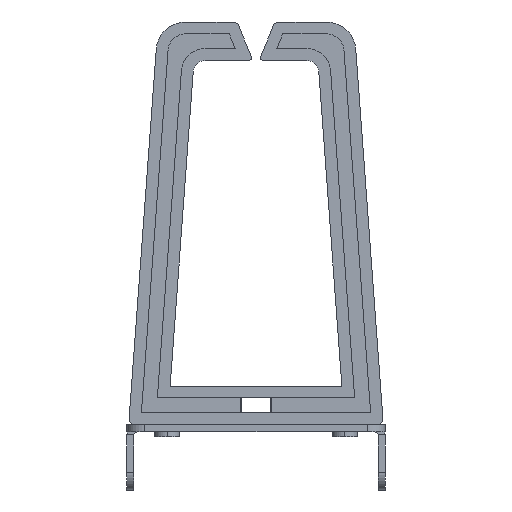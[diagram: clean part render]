
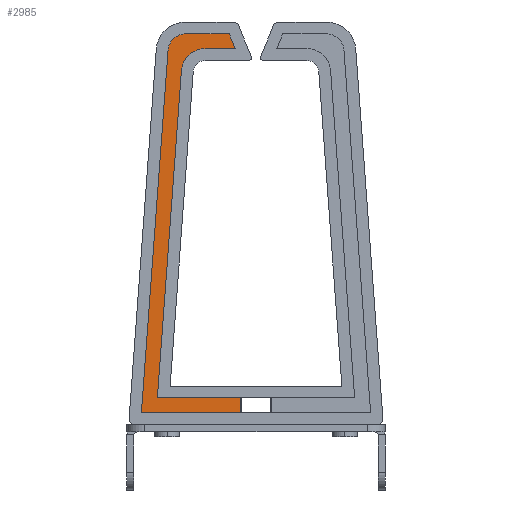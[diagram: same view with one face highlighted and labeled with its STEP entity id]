
A CAD part, left-side view. The second image highlights one B-rep face of the part: STEP entity #2985.
In plain terms, the highlighted face is planar.
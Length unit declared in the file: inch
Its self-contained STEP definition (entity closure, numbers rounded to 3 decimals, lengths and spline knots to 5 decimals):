
#212 = DIRECTION ( 'NONE',  ( 0., 0., 1. ) ) ;
#235 = VECTOR ( 'NONE', #5062, 39.37008 ) ;
#267 = CIRCLE ( 'NONE', #2119, 0.11811 ) ;
#442 = VECTOR ( 'NONE', #5961, 39.37008 ) ;
#508 = EDGE_LOOP ( 'NONE', ( #859, #3205, #4962, #4134, #3280, #1425, #3189, #5349, #3000, #1073 ) ) ;
#565 = VERTEX_POINT ( 'NONE', #1432 ) ;
#607 = EDGE_CURVE ( 'NONE', #6112, #1227, #4609, .T. ) ;
#619 = DIRECTION ( 'NONE',  ( 0.073, 0.997, 0. ) ) ;
#630 = EDGE_CURVE ( 'NONE', #565, #6031, #1541, .T. ) ;
#701 = CARTESIAN_POINT ( 'NONE',  ( -0.65545, 0.18071, 0.03937 ) ) ;
#826 = DIRECTION ( 'NONE',  ( 1., 0., 0. ) ) ;
#859 = ORIENTED_EDGE ( 'NONE', *, *, #2032, .F. ) ;
#950 = LINE ( 'NONE', #4289, #2005 ) ;
#1068 = CARTESIAN_POINT ( 'NONE',  ( -0.09449, 0.18071, 0.03937 ) ) ;
#1073 = ORIENTED_EDGE ( 'NONE', *, *, #4747, .T. ) ;
#1147 = VECTOR ( 'NONE', #6356, 39.37008 ) ;
#1166 = CARTESIAN_POINT ( 'NONE',  ( -0.65545, 0.18071, 0.03937 ) ) ;
#1213 = CARTESIAN_POINT ( 'NONE',  ( -0.09449, 0.07874, 0.03937 ) ) ;
#1227 = VERTEX_POINT ( 'NONE', #1682 ) ;
#1235 = FACE_OUTER_BOUND ( 'NONE', #508, .T. ) ;
#1425 = ORIENTED_EDGE ( 'NONE', *, *, #3548, .F. ) ;
#1432 = CARTESIAN_POINT ( 'NONE',  ( -0.33866, 2.5, 0.03937 ) ) ;
#1541 = CIRCLE ( 'NONE', #5136, 0.15748 ) ;
#1653 = LINE ( 'NONE', #2651, #442 ) ;
#1682 = CARTESIAN_POINT ( 'NONE',  ( -0.58458, 2.48897, 0.03937 ) ) ;
#1684 = DIRECTION ( 'NONE',  ( 0., 1., 0. ) ) ;
#1714 = CARTESIAN_POINT ( 'NONE',  ( -0.76172, 0.07874, 0.03937 ) ) ;
#1853 = DIRECTION ( 'NONE',  ( 0., 1., 0. ) ) ;
#1956 = VERTEX_POINT ( 'NONE', #1068 ) ;
#1957 = VERTEX_POINT ( 'NONE', #2035 ) ;
#2005 = VECTOR ( 'NONE', #2436, 39.37008 ) ;
#2032 = EDGE_CURVE ( 'NONE', #3421, #1956, #4304, .T. ) ;
#2035 = CARTESIAN_POINT ( 'NONE',  ( -0.1783, 2.59843, 0.03937 ) ) ;
#2097 = LINE ( 'NONE', #4925, #4011 ) ;
#2119 = AXIS2_PLACEMENT_3D ( 'NONE', #3495, #5069, #5103 ) ;
#2204 = PLANE ( 'NONE',  #6333 ) ;
#2296 = CARTESIAN_POINT ( 'NONE',  ( 0., 0., 0.03937 ) ) ;
#2436 = DIRECTION ( 'NONE',  ( -1., 0., 0. ) ) ;
#2554 = DIRECTION ( 'NONE',  ( 0., 0., 1. ) ) ;
#2619 = CARTESIAN_POINT ( 'NONE',  ( -0.46679, 2.59843, 0.03937 ) ) ;
#2651 = CARTESIAN_POINT ( 'NONE',  ( -0.1783, 2.59843, 0.03937 ) ) ;
#2670 = VECTOR ( 'NONE', #619, 39.37008 ) ;
#2761 = EDGE_CURVE ( 'NONE', #1227, #3145, #267, .T. ) ;
#2772 = CARTESIAN_POINT ( 'NONE',  ( -0.76172, 0.07874, 0.03937 ) ) ;
#2908 = VERTEX_POINT ( 'NONE', #3743 ) ;
#2985 = ADVANCED_FACE ( 'NONE', ( #1235 ), #2204, .T. ) ;
#3000 = ORIENTED_EDGE ( 'NONE', *, *, #3052, .F. ) ;
#3031 = DIRECTION ( 'NONE',  ( 1., 0., 0. ) ) ;
#3052 = EDGE_CURVE ( 'NONE', #6327, #6112, #950, .T. ) ;
#3145 = VERTEX_POINT ( 'NONE', #2619 ) ;
#3189 = ORIENTED_EDGE ( 'NONE', *, *, #2761, .F. ) ;
#3205 = ORIENTED_EDGE ( 'NONE', *, *, #5625, .F. ) ;
#3280 = ORIENTED_EDGE ( 'NONE', *, *, #5922, .F. ) ;
#3309 = LINE ( 'NONE', #5263, #5049 ) ;
#3421 = VERTEX_POINT ( 'NONE', #701 ) ;
#3495 = CARTESIAN_POINT ( 'NONE',  ( -0.46679, 2.48031, 0.03937 ) ) ;
#3548 = EDGE_CURVE ( 'NONE', #3145, #1957, #2097, .T. ) ;
#3701 = CARTESIAN_POINT ( 'NONE',  ( -0.49572, 2.35406, 0.03937 ) ) ;
#3743 = CARTESIAN_POINT ( 'NONE',  ( -0.13753, 2.5, 0.03937 ) ) ;
#4011 = VECTOR ( 'NONE', #3031, 39.37008 ) ;
#4130 = CARTESIAN_POINT ( 'NONE',  ( -0.49572, 2.35406, 0.03937 ) ) ;
#4134 = ORIENTED_EDGE ( 'NONE', *, *, #4876, .F. ) ;
#4170 = DIRECTION ( 'NONE',  ( 1., 0., 0. ) ) ;
#4289 = CARTESIAN_POINT ( 'NONE',  ( -0.09449, 0.07874, 0.03937 ) ) ;
#4304 = LINE ( 'NONE', #1166, #5966 ) ;
#4434 = CARTESIAN_POINT ( 'NONE',  ( -0.13753, 2.5, 0.03937 ) ) ;
#4609 = LINE ( 'NONE', #1714, #2670 ) ;
#4747 = EDGE_CURVE ( 'NONE', #6327, #1956, #3309, .T. ) ;
#4876 = EDGE_CURVE ( 'NONE', #2908, #565, #5814, .T. ) ;
#4925 = CARTESIAN_POINT ( 'NONE',  ( -0.46679, 2.59843, 0.03937 ) ) ;
#4962 = ORIENTED_EDGE ( 'NONE', *, *, #630, .F. ) ;
#5049 = VECTOR ( 'NONE', #1853, 39.37008 ) ;
#5059 = CARTESIAN_POINT ( 'NONE',  ( -0.33866, 2.34252, 0.03937 ) ) ;
#5062 = DIRECTION ( 'NONE',  ( -0.073, -0.997, 0. ) ) ;
#5069 = DIRECTION ( 'NONE',  ( 0., 0., -1. ) ) ;
#5103 = DIRECTION ( 'NONE',  ( -0.997, 0.073, 0. ) ) ;
#5136 = AXIS2_PLACEMENT_3D ( 'NONE', #5059, #2554, #1684 ) ;
#5263 = CARTESIAN_POINT ( 'NONE',  ( -0.09449, 0.07874, 0.03937 ) ) ;
#5349 = ORIENTED_EDGE ( 'NONE', *, *, #607, .F. ) ;
#5580 = LINE ( 'NONE', #3701, #235 ) ;
#5625 = EDGE_CURVE ( 'NONE', #6031, #3421, #5580, .T. ) ;
#5814 = LINE ( 'NONE', #4434, #1147 ) ;
#5922 = EDGE_CURVE ( 'NONE', #1957, #2908, #1653, .T. ) ;
#5961 = DIRECTION ( 'NONE',  ( 0.383, -0.924, 0. ) ) ;
#5966 = VECTOR ( 'NONE', #826, 39.37008 ) ;
#6031 = VERTEX_POINT ( 'NONE', #4130 ) ;
#6112 = VERTEX_POINT ( 'NONE', #2772 ) ;
#6327 = VERTEX_POINT ( 'NONE', #1213 ) ;
#6333 = AXIS2_PLACEMENT_3D ( 'NONE', #2296, #212, #4170 ) ;
#6356 = DIRECTION ( 'NONE',  ( -1., 0., 0. ) ) ;
